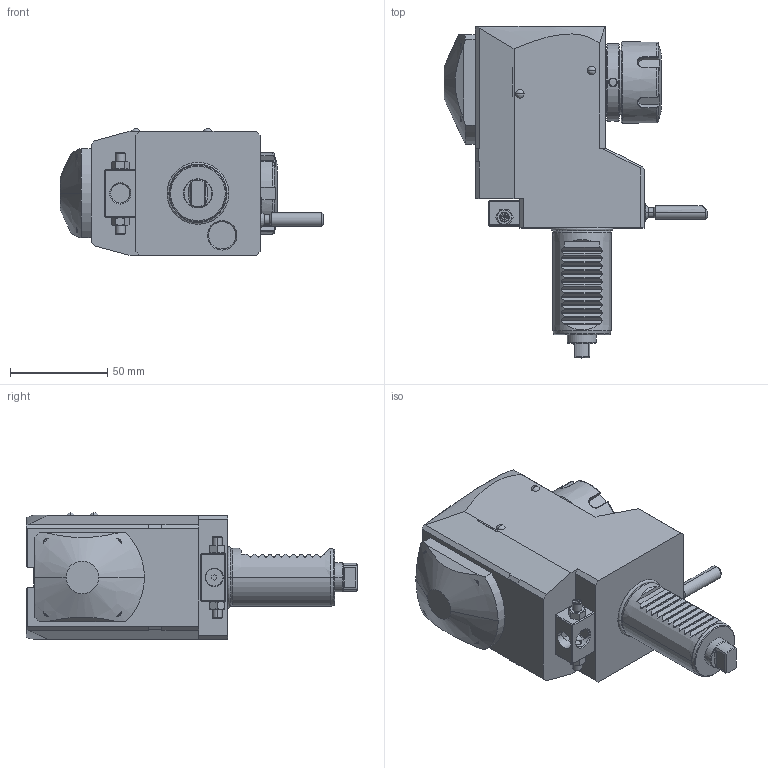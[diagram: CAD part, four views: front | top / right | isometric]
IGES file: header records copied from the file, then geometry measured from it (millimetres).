
Start section:  PTC IGES file: ngt1_30_421_25_1_2_75b.igs
Global section: file name: ngt1_30_421_25_1_2_75b.igs; native system: Pro/ENGINEER by Parametric Technology Corporation; preprocessor: 2010280; author: vali; organization: Unknown; date: 20170310.104425; units: millimetre
Bounding box: 135.88 x 171 x 65.4 mm (x, y, z)
Volume: 560697.9 mm3; surface area: 53929.4 mm2
Topology: 1 solids, 1 shells, 462 faces, 1158 edges, 714 vertices
Faces by surface type: bspline 276, revolution 184, extrusion 2
